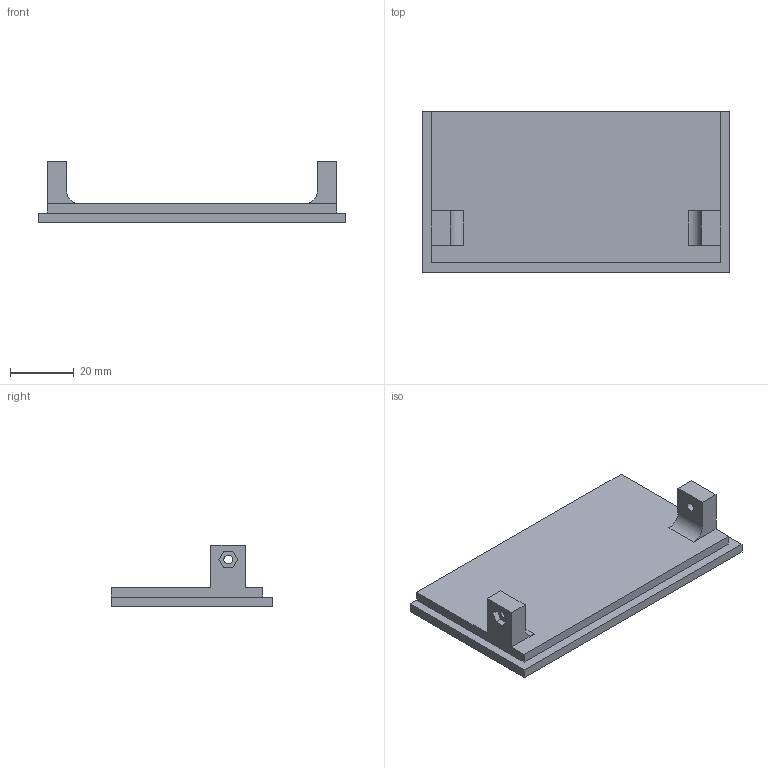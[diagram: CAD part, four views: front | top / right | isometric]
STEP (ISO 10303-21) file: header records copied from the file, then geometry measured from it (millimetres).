
FILE_DESCRIPTION(/* description */ (''),/* implementation_level */ '2;1');
FILE_NAME(/* name */ 'new three v11.step',/* time_stamp */ '2023-11-28T15:39:08+08:00',/* author */ (''),/* organization */ (''),/* preprocessor_version */ 'ST-DEVELOPER v20',/* originating_system */ 'Autodesk Translation Framework v12.14.0.127',/* authorisation */ '');
FILE_SCHEMA (('AUTOMOTIVE_DESIGN { 1 0 10303 214 3 1 1 }'));
Length unit declared in the file: millimetre
Products named in the file (1): new three
Bounding box: 96.7 x 50.8 x 19.25 mm (x, y, z)
Volume: 29399.2 mm3; surface area: 12529.1 mm2
Topology: 1 solids, 1 shells, 36 faces, 96 edges, 64 vertices
Faces by surface type: plane 32, cylinder 4
Full cylindrical faces by diameter (mm): 2.8 x2
Entity records: 1149 total; most frequent: CARTESIAN_POINT 197, ORIENTED_EDGE 192, DIRECTION 178, EDGE_CURVE 96, LINE 88, VECTOR 88, VERTEX_POINT 64, AXIS2_PLACEMENT_3D 45
